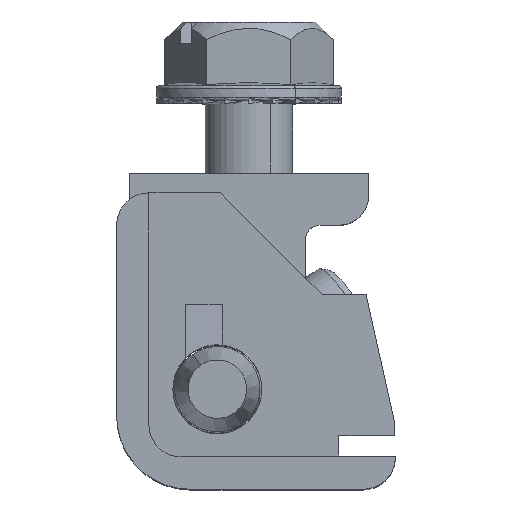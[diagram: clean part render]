
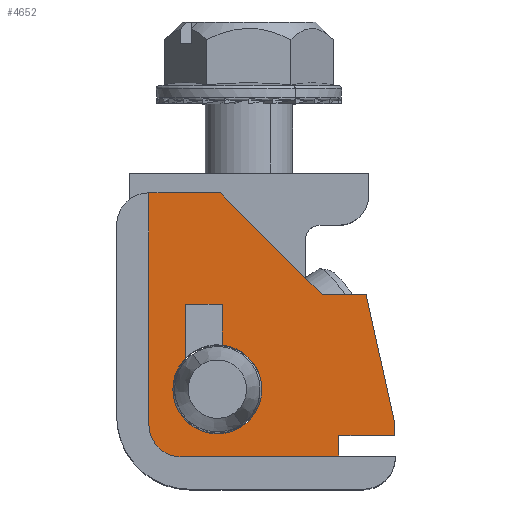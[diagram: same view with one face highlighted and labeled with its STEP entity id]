
A CAD part, top view. The second image highlights one B-rep face of the part: STEP entity #4652.
In plain terms, the highlighted planar face has unit normal (0, 0, 1).
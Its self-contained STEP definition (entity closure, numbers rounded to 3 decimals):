
#34 = CARTESIAN_POINT ( 'NONE',  ( -23.028, -16.978, 3.869 ) ) ;
#52 = CARTESIAN_POINT ( 'NONE',  ( -22.726, -12.525, 3.869 ) ) ;
#60 = VECTOR ( 'NONE', #3785, 1000. ) ;
#159 = CARTESIAN_POINT ( 'NONE',  ( -12.224, -16.878, 3.869 ) ) ;
#169 = LINE ( 'NONE', #4703, #330 ) ;
#194 = DIRECTION ( 'NONE',  ( 0., -1., 0. ) ) ;
#285 = VERTEX_POINT ( 'NONE', #2628 ) ;
#297 = VECTOR ( 'NONE', #1219, 1000. ) ;
#330 = VECTOR ( 'NONE', #4633, 1000. ) ;
#346 = CARTESIAN_POINT ( 'NONE',  ( -10.365, -8.034, 3.869 ) ) ;
#366 = ORIENTED_EDGE ( 'NONE', *, *, #5914, .F. ) ;
#455 = CIRCLE ( 'NONE', #3201, 3.05 ) ;
#477 = EDGE_CURVE ( 'NONE', #4872, #5017, #1159, .T. ) ;
#500 = DIRECTION ( 'NONE',  ( 1., 0., 0. ) ) ;
#512 = DIRECTION ( 'NONE',  ( 0., 1., 0. ) ) ;
#541 = CARTESIAN_POINT ( 'NONE',  ( -8.422, -16.777, 3.869 ) ) ;
#625 = DIRECTION ( 'NONE',  ( 1., 0., 0. ) ) ;
#631 = DIRECTION ( 'NONE',  ( 0., 0., 1. ) ) ;
#680 = CARTESIAN_POINT ( 'NONE',  ( -8.422, -16.844, 3.869 ) ) ;
#710 = ORIENTED_EDGE ( 'NONE', *, *, #746, .F. ) ;
#746 = EDGE_CURVE ( 'NONE', #1540, #4371, #2336, .T. ) ;
#748 = LINE ( 'NONE', #3508, #4466 ) ;
#819 = LINE ( 'NONE', #2150, #4249 ) ;
#861 = CARTESIAN_POINT ( 'NONE',  ( -8.422, -1.099, 3.869 ) ) ;
#879 = LINE ( 'NONE', #4033, #5820 ) ;
#920 = EDGE_CURVE ( 'NONE', #4035, #5825, #455, .T. ) ;
#979 = VECTOR ( 'NONE', #1934, 1000. ) ;
#1014 = VERTEX_POINT ( 'NONE', #2177 ) ;
#1028 = ORIENTED_EDGE ( 'NONE', *, *, #3624, .F. ) ;
#1034 = CARTESIAN_POINT ( 'NONE',  ( -20.314, -1.099, 3.869 ) ) ;
#1079 = ORIENTED_EDGE ( 'NONE', *, *, #2366, .F. ) ;
#1097 = EDGE_CURVE ( 'NONE', #5825, #4872, #819, .T. ) ;
#1106 = LINE ( 'NONE', #52, #2402 ) ;
#1114 = EDGE_CURVE ( 'NONE', #6165, #285, #1626, .T. ) ;
#1128 = AXIS2_PLACEMENT_3D ( 'NONE', #1702, #631, #625 ) ;
#1146 = CARTESIAN_POINT ( 'NONE',  ( -8.422, -17.688, 3.869 ) ) ;
#1155 = EDGE_LOOP ( 'NONE', ( #4101, #1028, #3569, #1174, #5689, #3003, #1995 ) ) ;
#1159 = LINE ( 'NONE', #1840, #297 ) ;
#1161 = CARTESIAN_POINT ( 'NONE',  ( -23.6, -14.55, 3.869 ) ) ;
#1168 = DIRECTION ( 'NONE',  ( 0.707, -0.707, 0. ) ) ;
#1174 = ORIENTED_EDGE ( 'NONE', *, *, #477, .F. ) ;
#1188 = DIRECTION ( 'NONE',  ( 0.217, -0.976, 0. ) ) ;
#1198 = CIRCLE ( 'NONE', #1128, 3.05 ) ;
#1203 = CARTESIAN_POINT ( 'NONE',  ( -8.422, -16.777, 3.869 ) ) ;
#1219 = DIRECTION ( 'NONE',  ( 0., 1., 0. ) ) ;
#1308 = ORIENTED_EDGE ( 'NONE', *, *, #4373, .F. ) ;
#1322 = ORIENTED_EDGE ( 'NONE', *, *, #3050, .F. ) ;
#1328 = CARTESIAN_POINT ( 'NONE',  ( -12.224, -17.688, 3.869 ) ) ;
#1362 = VECTOR ( 'NONE', #2563, 1000. ) ;
#1368 = DIRECTION ( 'NONE',  ( 0., 0., 1. ) ) ;
#1460 = ORIENTED_EDGE ( 'NONE', *, *, #4742, .T. ) ;
#1494 = VERTEX_POINT ( 'NONE', #346 ) ;
#1531 = CARTESIAN_POINT ( 'NONE',  ( -12.224, -19.189, 3.869 ) ) ;
#1540 = VERTEX_POINT ( 'NONE', #1531 ) ;
#1626 = LINE ( 'NONE', #1034, #3108 ) ;
#1629 = CARTESIAN_POINT ( 'NONE',  ( -8.422, -16.777, 3.869 ) ) ;
#1641 = LINE ( 'NONE', #541, #5654 ) ;
#1702 = CARTESIAN_POINT ( 'NONE',  ( -20.55, -14.55, 3.869 ) ) ;
#1740 = DIRECTION ( 'NONE',  ( 1., 0., 0. ) ) ;
#1790 = ORIENTED_EDGE ( 'NONE', *, *, #1114, .F. ) ;
#1840 = CARTESIAN_POINT ( 'NONE',  ( -20.214, -8.733, 3.869 ) ) ;
#1934 = DIRECTION ( 'NONE',  ( 1., 0., 0. ) ) ;
#1995 = ORIENTED_EDGE ( 'NONE', *, *, #3385, .F. ) ;
#2000 = LINE ( 'NONE', #4517, #60 ) ;
#2007 = ORIENTED_EDGE ( 'NONE', *, *, #4203, .F. ) ;
#2150 = CARTESIAN_POINT ( 'NONE',  ( -20.214, -13.762, 3.869 ) ) ;
#2158 = VERTEX_POINT ( 'NONE', #4810 ) ;
#2177 = CARTESIAN_POINT ( 'NONE',  ( -22.726, -12.413, 3.869 ) ) ;
#2294 = FACE_BOUND ( 'NONE', #1155, .T. ) ;
#2310 = EDGE_CURVE ( 'NONE', #5019, #5995, #879, .T. ) ;
#2336 = LINE ( 'NONE', #4453, #5974 ) ;
#2366 = EDGE_CURVE ( 'NONE', #3187, #2158, #2000, .T. ) ;
#2402 = VECTOR ( 'NONE', #194, 1000. ) ;
#2447 = CARTESIAN_POINT ( 'NONE',  ( -22.726, -8.733, 3.869 ) ) ;
#2491 = CARTESIAN_POINT ( 'NONE',  ( -8.422, -17.688, 3.869 ) ) ;
#2563 = DIRECTION ( 'NONE',  ( 0., -1., 0. ) ) ;
#2596 = CARTESIAN_POINT ( 'NONE',  ( -8.422, -16.878, 3.869 ) ) ;
#2623 = ORIENTED_EDGE ( 'NONE', *, *, #3240, .F. ) ;
#2628 = CARTESIAN_POINT ( 'NONE',  ( -13.38, -8.034, 3.869 ) ) ;
#2671 = LINE ( 'NONE', #159, #1362 ) ;
#2805 = EDGE_CURVE ( 'NONE', #1014, #4113, #1198, .T. ) ;
#3003 = ORIENTED_EDGE ( 'NONE', *, *, #920, .F. ) ;
#3050 = EDGE_CURVE ( 'NONE', #2158, #6165, #169, .T. ) ;
#3087 = CARTESIAN_POINT ( 'NONE',  ( -25.239, -16.978, 3.869 ) ) ;
#3108 = VECTOR ( 'NONE', #1168, 1000. ) ;
#3133 = CIRCLE ( 'NONE', #5461, 2.211 ) ;
#3187 = VERTEX_POINT ( 'NONE', #3087 ) ;
#3201 = AXIS2_PLACEMENT_3D ( 'NONE', #3769, #3787, #1740 ) ;
#3240 = EDGE_CURVE ( 'NONE', #1494, #4483, #1641, .T. ) ;
#3330 = CARTESIAN_POINT ( 'NONE',  ( -17.5, -14.55, 3.869 ) ) ;
#3385 = EDGE_CURVE ( 'NONE', #4113, #4035, #6131, .T. ) ;
#3435 = DIRECTION ( 'NONE',  ( 0., 0., 1. ) ) ;
#3439 = B_SPLINE_CURVE_WITH_KNOTS ( 'NONE', 3,
 ( #2596, #680, #4550, #1629 ),
 .UNSPECIFIED., .F., .F.,
 ( 4, 4 ),
 ( 0., 1. ),
 .UNSPECIFIED. ) ;
#3463 = EDGE_CURVE ( 'NONE', #5017, #4944, #748, .T. ) ;
#3485 = DIRECTION ( 'NONE',  ( -1., 0., 0. ) ) ;
#3508 = CARTESIAN_POINT ( 'NONE',  ( -22.726, -8.733, 3.869 ) ) ;
#3544 = CARTESIAN_POINT ( 'NONE',  ( -20.214, -11.519, 3.869 ) ) ;
#3569 = ORIENTED_EDGE ( 'NONE', *, *, #3463, .F. ) ;
#3586 = AXIS2_PLACEMENT_3D ( 'NONE', #861, #1368, #4767 ) ;
#3602 = FACE_OUTER_BOUND ( 'NONE', #5534, .T. ) ;
#3624 = EDGE_CURVE ( 'NONE', #4944, #1014, #1106, .T. ) ;
#3769 = CARTESIAN_POINT ( 'NONE',  ( -20.55, -14.55, 3.869 ) ) ;
#3785 = DIRECTION ( 'NONE',  ( 0., 1., 0. ) ) ;
#3787 = DIRECTION ( 'NONE',  ( 0., 0., 1. ) ) ;
#3905 = CARTESIAN_POINT ( 'NONE',  ( -20.214, -10.762, 3.869 ) ) ;
#4033 = CARTESIAN_POINT ( 'NONE',  ( -8.422, -17.688, 3.869 ) ) ;
#4035 = VERTEX_POINT ( 'NONE', #3330 ) ;
#4101 = ORIENTED_EDGE ( 'NONE', *, *, #2805, .F. ) ;
#4113 = VERTEX_POINT ( 'NONE', #1161 ) ;
#4132 = DIRECTION ( 'NONE',  ( 1., 0., 0. ) ) ;
#4157 = DIRECTION ( 'NONE',  ( 0., 0., 1. ) ) ;
#4203 = EDGE_CURVE ( 'NONE', #285, #1494, #4715, .T. ) ;
#4249 = VECTOR ( 'NONE', #512, 1000. ) ;
#4299 = PLANE ( 'NONE',  #3586 ) ;
#4333 = VECTOR ( 'NONE', #5497, 1000. ) ;
#4352 = CARTESIAN_POINT ( 'NONE',  ( -20.55, -14.55, 3.869 ) ) ;
#4371 = VERTEX_POINT ( 'NONE', #4957 ) ;
#4373 = EDGE_CURVE ( 'NONE', #5384, #1540, #2671, .T. ) ;
#4453 = CARTESIAN_POINT ( 'NONE',  ( -23.028, -19.189, 3.869 ) ) ;
#4466 = VECTOR ( 'NONE', #3485, 1000. ) ;
#4467 = AXIS2_PLACEMENT_3D ( 'NONE', #4352, #4157, #4132 ) ;
#4483 = VERTEX_POINT ( 'NONE', #1203 ) ;
#4517 = CARTESIAN_POINT ( 'NONE',  ( -25.239, -1.099, 3.869 ) ) ;
#4550 = CARTESIAN_POINT ( 'NONE',  ( -8.422, -16.81, 3.869 ) ) ;
#4570 = ORIENTED_EDGE ( 'NONE', *, *, #2310, .T. ) ;
#4633 = DIRECTION ( 'NONE',  ( 1., 0., 0. ) ) ;
#4652 = ADVANCED_FACE ( 'NONE', ( #2294, #3602 ), #4299, .T. ) ;
#4703 = CARTESIAN_POINT ( 'NONE',  ( -20.314, -1.099, 3.869 ) ) ;
#4715 = LINE ( 'NONE', #4829, #979 ) ;
#4742 = EDGE_CURVE ( 'NONE', #3187, #4371, #3133, .T. ) ;
#4767 = DIRECTION ( 'NONE',  ( -1., 0., 0. ) ) ;
#4810 = CARTESIAN_POINT ( 'NONE',  ( -25.239, -1.099, 3.869 ) ) ;
#4829 = CARTESIAN_POINT ( 'NONE',  ( -13.38, -8.034, 3.869 ) ) ;
#4872 = VERTEX_POINT ( 'NONE', #3905 ) ;
#4944 = VERTEX_POINT ( 'NONE', #2447 ) ;
#4957 = CARTESIAN_POINT ( 'NONE',  ( -23.028, -19.189, 3.869 ) ) ;
#5017 = VERTEX_POINT ( 'NONE', #5364 ) ;
#5019 = VERTEX_POINT ( 'NONE', #2491 ) ;
#5070 = CARTESIAN_POINT ( 'NONE',  ( -8.422, -16.878, 3.869 ) ) ;
#5359 = DIRECTION ( 'NONE',  ( -1., 0., 0. ) ) ;
#5364 = CARTESIAN_POINT ( 'NONE',  ( -20.214, -8.733, 3.869 ) ) ;
#5384 = VERTEX_POINT ( 'NONE', #1328 ) ;
#5461 = AXIS2_PLACEMENT_3D ( 'NONE', #34, #3435, #500 ) ;
#5497 = DIRECTION ( 'NONE',  ( -1., 0., 0. ) ) ;
#5534 = EDGE_LOOP ( 'NONE', ( #1308, #366, #4570, #6017, #2623, #2007, #1790, #1322, #1079, #1460, #710 ) ) ;
#5573 = DIRECTION ( 'NONE',  ( 0., 1., 0. ) ) ;
#5589 = LINE ( 'NONE', #1146, #4333 ) ;
#5654 = VECTOR ( 'NONE', #1188, 1000. ) ;
#5689 = ORIENTED_EDGE ( 'NONE', *, *, #1097, .F. ) ;
#5820 = VECTOR ( 'NONE', #5573, 1000. ) ;
#5825 = VERTEX_POINT ( 'NONE', #3544 ) ;
#5872 = CARTESIAN_POINT ( 'NONE',  ( -20.314, -1.099, 3.869 ) ) ;
#5908 = EDGE_CURVE ( 'NONE', #5995, #4483, #3439, .T. ) ;
#5914 = EDGE_CURVE ( 'NONE', #5019, #5384, #5589, .T. ) ;
#5974 = VECTOR ( 'NONE', #5359, 1000. ) ;
#5995 = VERTEX_POINT ( 'NONE', #5070 ) ;
#6017 = ORIENTED_EDGE ( 'NONE', *, *, #5908, .T. ) ;
#6131 = CIRCLE ( 'NONE', #4467, 3.05 ) ;
#6165 = VERTEX_POINT ( 'NONE', #5872 ) ;
